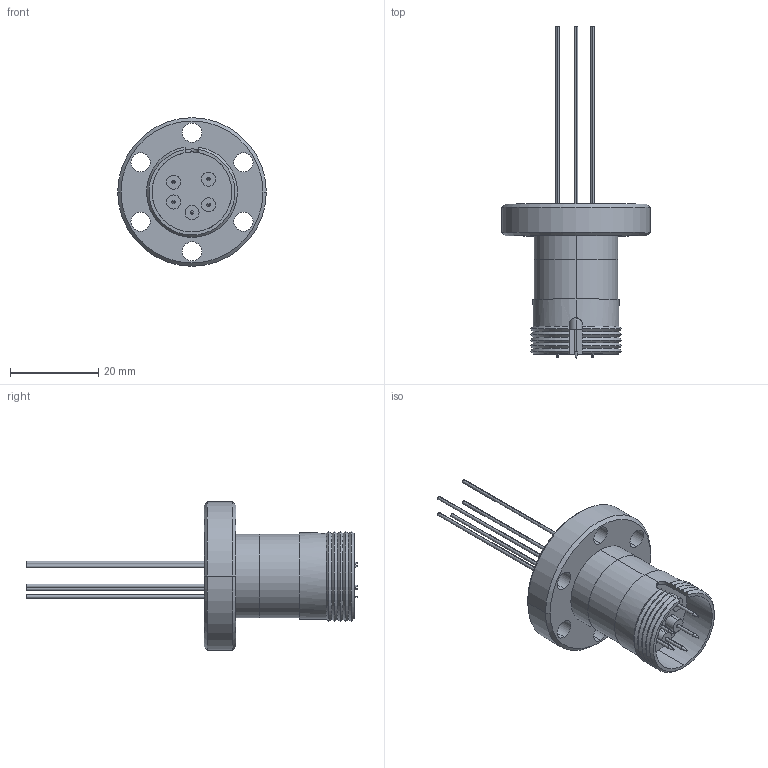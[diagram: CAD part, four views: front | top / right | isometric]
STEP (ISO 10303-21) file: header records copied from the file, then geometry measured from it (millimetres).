
FILE_DESCRIPTION (( 'STEP AP203' ), '1' );
FILE_NAME ('A1620-1-CF.STEP', '2012-11-16T18:16:22', ( '' ), ( '' ), 'SwSTEP 2.0', 'SolidWorks 2012', '' );
FILE_SCHEMA (( 'CONFIG_CONTROL_DESIGN' ));
Length unit declared in the file: inch
Products named in the file (1): A1620-1-CF
Bounding box: 33.78 x 75.44 x 33.78 mm (x, y, z)
Volume: 6761.2 mm3; surface area: 8067.8 mm2
Topology: 1 solids, 1 shells, 164 faces, 375 edges, 245 vertices
Faces by surface type: cylinder 86, plane 37, cone 31, bspline 10
Entity records: 4991 total; most frequent: CARTESIAN_POINT 1077, DIRECTION 870, ORIENTED_EDGE 750, AXIS2_PLACEMENT_3D 378, EDGE_CURVE 375, VERTEX_POINT 245, CIRCLE 223, EDGE_LOOP 208
